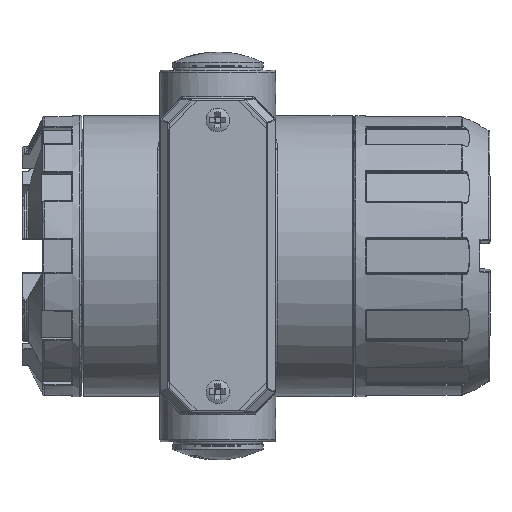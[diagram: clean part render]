
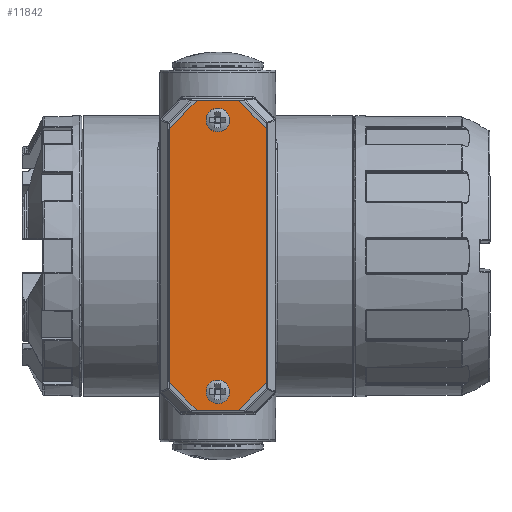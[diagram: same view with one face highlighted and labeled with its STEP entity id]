
A CAD part, top view. The second image highlights one B-rep face of the part: STEP entity #11842.
In plain terms, the highlighted planar face has unit normal (0, 0, 1).
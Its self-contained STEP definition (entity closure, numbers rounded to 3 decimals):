
#11842=ADVANCED_FACE('',(#40554,#40556,#40558),#40560,.T.);
#40554=FACE_BOUND('',#40555,.T.);
#40555=EDGE_LOOP('',(#73406,#73407,#73408,#73409,#73410,#73411,#73412,#73413));
#40556=FACE_BOUND('',#40557,.T.);
#40557=EDGE_LOOP('',(#73414));
#40558=FACE_BOUND('',#40559,.T.);
#40559=EDGE_LOOP('',(#73415));
#40560=PLANE('',#40561);
#40561=AXIS2_PLACEMENT_3D('',#40562,#40563,#40564);
#40562=CARTESIAN_POINT('',(0.,0.,0.3));
#40563=DIRECTION('',(0.,0.,1.));
#40564=DIRECTION('',(-1.,0.,0.));
#73406=ORIENTED_EDGE('',*,*,#79862,.T.);
#73407=ORIENTED_EDGE('',*,*,#79863,.T.);
#73408=ORIENTED_EDGE('',*,*,#79864,.T.);
#73409=ORIENTED_EDGE('',*,*,#79865,.T.);
#73410=ORIENTED_EDGE('',*,*,#79866,.T.);
#73411=ORIENTED_EDGE('',*,*,#79867,.T.);
#73412=ORIENTED_EDGE('',*,*,#79868,.T.);
#73413=ORIENTED_EDGE('',*,*,#79869,.T.);
#73414=ORIENTED_EDGE('',*,*,#79870,.T.);
#73415=ORIENTED_EDGE('',*,*,#79871,.T.);
#79862=EDGE_CURVE('',#85516,#85517,#85518,.T.);
#79863=EDGE_CURVE('',#85517,#85519,#85520,.T.);
#79864=EDGE_CURVE('',#85519,#85521,#85522,.T.);
#79865=EDGE_CURVE('',#85521,#85523,#85524,.T.);
#79866=EDGE_CURVE('',#85523,#85525,#85526,.T.);
#79867=EDGE_CURVE('',#85525,#85527,#85528,.T.);
#79868=EDGE_CURVE('',#85527,#85529,#85530,.T.);
#79869=EDGE_CURVE('',#85529,#85516,#85531,.T.);
#79870=EDGE_CURVE('',#85532,#85532,#85533,.F.);
#79871=EDGE_CURVE('',#85534,#85534,#85535,.F.);
#85516=VERTEX_POINT('',#103362);
#85517=VERTEX_POINT('',#103363);
#85518=LINE('',#103364,#103365);
#85519=VERTEX_POINT('',#103367);
#85520=LINE('',#103368,#103369);
#85521=VERTEX_POINT('',#103371);
#85522=LINE('',#103372,#103373);
#85523=VERTEX_POINT('',#103375);
#85524=LINE('',#103376,#103377);
#85525=VERTEX_POINT('',#103379);
#85526=LINE('',#103380,#103381);
#85527=VERTEX_POINT('',#103383);
#85528=LINE('',#103384,#103385);
#85529=VERTEX_POINT('',#103387);
#85530=LINE('',#103388,#103389);
#85531=LINE('',#103391,#103392);
#85532=VERTEX_POINT('',#103394);
#85533=CIRCLE('',#103395,1.75);
#85534=VERTEX_POINT('',#103399);
#85535=CIRCLE('',#103400,1.75);
#103362=CARTESIAN_POINT('',(5.,37.5,0.3));
#103363=CARTESIAN_POINT('',(-5.,37.5,0.3));
#103364=CARTESIAN_POINT('',(5.,37.5,0.3));
#103365=VECTOR('',#103366,1.);
#103366=DIRECTION('',(-1.,0.,0.));
#103367=CARTESIAN_POINT('',(-12.,30.5,0.3));
#103368=CARTESIAN_POINT('',(-5.,37.5,0.3));
#103369=VECTOR('',#103370,1.);
#103370=DIRECTION('',(-0.707,-0.707,0.));
#103371=CARTESIAN_POINT('',(-12.,-30.5,0.3));
#103372=CARTESIAN_POINT('',(-12.,30.5,0.3));
#103373=VECTOR('',#103374,1.);
#103374=DIRECTION('',(0.,-1.,0.));
#103375=CARTESIAN_POINT('',(-5.,-37.5,0.3));
#103376=CARTESIAN_POINT('',(-12.,-30.5,0.3));
#103377=VECTOR('',#103378,1.);
#103378=DIRECTION('',(0.707,-0.707,0.));
#103379=CARTESIAN_POINT('',(5.,-37.5,0.3));
#103380=CARTESIAN_POINT('',(-5.,-37.5,0.3));
#103381=VECTOR('',#103382,1.);
#103382=DIRECTION('',(1.,0.,0.));
#103383=CARTESIAN_POINT('',(12.,-30.5,0.3));
#103384=CARTESIAN_POINT('',(5.,-37.5,0.3));
#103385=VECTOR('',#103386,1.);
#103386=DIRECTION('',(0.707,0.707,0.));
#103387=CARTESIAN_POINT('',(12.,30.5,0.3));
#103388=CARTESIAN_POINT('',(12.,-30.5,0.3));
#103389=VECTOR('',#103390,1.);
#103390=DIRECTION('',(0.,1.,0.));
#103391=CARTESIAN_POINT('',(12.,30.5,0.3));
#103392=VECTOR('',#103393,1.);
#103393=DIRECTION('',(-0.707,0.707,0.));
#103394=CARTESIAN_POINT('',(-1.75,-33.,0.3));
#103395=AXIS2_PLACEMENT_3D('',#103396,#103397,#103398);
#103396=CARTESIAN_POINT('',(0.,-33.,0.3));
#103397=DIRECTION('',(0.,0.,1.));
#103398=DIRECTION('',(-1.,0.,0.));
#103399=CARTESIAN_POINT('',(-1.75,33.,0.3));
#103400=AXIS2_PLACEMENT_3D('',#103401,#103402,#103403);
#103401=CARTESIAN_POINT('',(0.,33.,0.3));
#103402=DIRECTION('',(0.,0.,1.));
#103403=DIRECTION('',(-1.,0.,0.));
